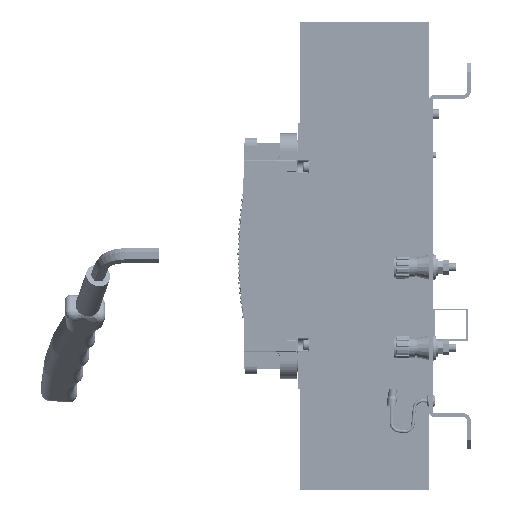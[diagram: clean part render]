
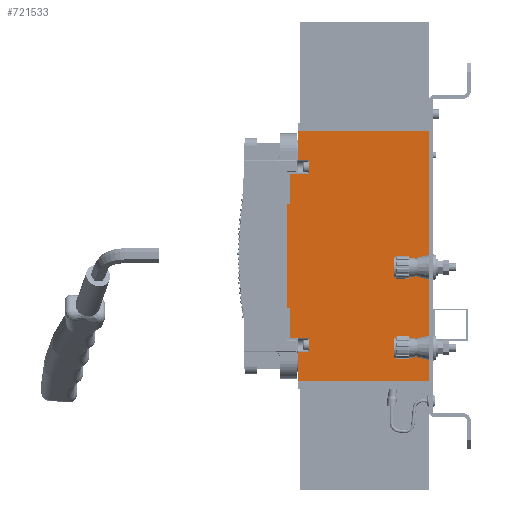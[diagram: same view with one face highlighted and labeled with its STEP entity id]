
A CAD part, left-side view. The second image highlights one B-rep face of the part: STEP entity #721533.
In plain terms, the highlighted planar face has unit normal (-1, 0, 0).
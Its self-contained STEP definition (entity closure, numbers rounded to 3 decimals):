
#9427 = LINE ( 'NONE', #619983, #545473 ) ;
#11636 = EDGE_CURVE ( 'NONE', #72043, #402518, #87307, .T. ) ;
#24069 = EDGE_CURVE ( 'NONE', #473245, #351273, #9427, .T. ) ;
#24409 = LINE ( 'NONE', #576389, #682556 ) ;
#66591 = DIRECTION ( 'NONE',  ( 0., 1., 0. ) ) ;
#72043 = VERTEX_POINT ( 'NONE', #507141 ) ;
#72218 = CARTESIAN_POINT ( 'NONE',  ( -191.9, 74.7, 59.4 ) ) ;
#84215 = DIRECTION ( 'NONE',  ( 0., 0., -1. ) ) ;
#87307 = LINE ( 'NONE', #639285, #702074 ) ;
#87393 = LINE ( 'NONE', #701529, #251056 ) ;
#93478 = ORIENTED_EDGE ( 'NONE', *, *, #338232, .F. ) ;
#93950 = LINE ( 'NONE', #481134, #670715 ) ;
#106770 = FACE_OUTER_BOUND ( 'NONE', #658120, .T. ) ;
#107733 = EDGE_CURVE ( 'NONE', #593324, #625077, #93950, .T. ) ;
#127057 = DIRECTION ( 'NONE',  ( 0., -1., 0. ) ) ;
#131127 = ORIENTED_EDGE ( 'NONE', *, *, #153924, .F. ) ;
#131563 = EDGE_CURVE ( 'NONE', #306208, #186129, #218949, .T. ) ;
#140906 = CARTESIAN_POINT ( 'NONE',  ( -191.9, 81.2, 77.3 ) ) ;
#153706 = EDGE_CURVE ( 'NONE', #452871, #478346, #676144, .T. ) ;
#153924 = EDGE_CURVE ( 'NONE', #186129, #252489, #87393, .T. ) ;
#154875 = CARTESIAN_POINT ( 'NONE',  ( -191.9, 86.3, -32.05 ) ) ;
#160897 = VERTEX_POINT ( 'NONE', #215041 ) ;
#164381 = ORIENTED_EDGE ( 'NONE', *, *, #11636, .F. ) ;
#176819 = ORIENTED_EDGE ( 'NONE', *, *, #233400, .F. ) ;
#182302 = VECTOR ( 'NONE', #66591, 1000. ) ;
#186129 = VERTEX_POINT ( 'NONE', #411581 ) ;
#189960 = ORIENTED_EDGE ( 'NONE', *, *, #531825, .F. ) ;
#192668 = EDGE_CURVE ( 'NONE', #235389, #72043, #407670, .T. ) ;
#214064 = EDGE_CURVE ( 'NONE', #252489, #520651, #723012, .T. ) ;
#215041 = CARTESIAN_POINT ( 'NONE',  ( -191.9, 0., 77.3 ) ) ;
#215389 = DIRECTION ( 'NONE',  ( 0., 0., 1. ) ) ;
#216119 = CARTESIAN_POINT ( 'NONE',  ( -191.9, 0., -77.3 ) ) ;
#218949 = LINE ( 'NONE', #716313, #419784 ) ;
#228680 = DIRECTION ( 'NONE',  ( 0., 1., 0. ) ) ;
#229144 = ORIENTED_EDGE ( 'NONE', *, *, #131563, .F. ) ;
#233400 = EDGE_CURVE ( 'NONE', #442861, #542023, #391884, .T. ) ;
#235360 = CARTESIAN_POINT ( 'NONE',  ( -191.9, 86.3, -51. ) ) ;
#235389 = VERTEX_POINT ( 'NONE', #216119 ) ;
#236759 = LINE ( 'NONE', #72218, #373459 ) ;
#236820 = CARTESIAN_POINT ( 'NONE',  ( -191.9, 86.3, -32.05 ) ) ;
#251056 = VECTOR ( 'NONE', #427137, 1000. ) ;
#252489 = VERTEX_POINT ( 'NONE', #545836 ) ;
#294527 = VECTOR ( 'NONE', #84215, 1000. ) ;
#306208 = VERTEX_POINT ( 'NONE', #315001 ) ;
#309234 = VECTOR ( 'NONE', #603958, 1000. ) ;
#315001 = CARTESIAN_POINT ( 'NONE',  ( -191.9, 88.1, -32.05 ) ) ;
#322357 = CARTESIAN_POINT ( 'NONE',  ( -191.9, 74.7, 51. ) ) ;
#328733 = EDGE_CURVE ( 'NONE', #160897, #235389, #522580, .T. ) ;
#329744 = DIRECTION ( 'NONE',  ( 0., 0., 1. ) ) ;
#338232 = EDGE_CURVE ( 'NONE', #542023, #306208, #655514, .T. ) ;
#338698 = ORIENTED_EDGE ( 'NONE', *, *, #24069, .F. ) ;
#344458 = LINE ( 'NONE', #505080, #182302 ) ;
#351273 = VERTEX_POINT ( 'NONE', #140906 ) ;
#358691 = ORIENTED_EDGE ( 'NONE', *, *, #449498, .T. ) ;
#359902 = LINE ( 'NONE', #575267, #710117 ) ;
#372538 = EDGE_CURVE ( 'NONE', #478346, #442861, #344458, .T. ) ;
#373459 = VECTOR ( 'NONE', #576400, 1000. ) ;
#380700 = CARTESIAN_POINT ( 'NONE',  ( -191.9, 74.7, -51. ) ) ;
#386228 = ORIENTED_EDGE ( 'NONE', *, *, #214064, .F. ) ;
#391884 = LINE ( 'NONE', #439401, #309234 ) ;
#402518 = VERTEX_POINT ( 'NONE', #706750 ) ;
#407670 = LINE ( 'NONE', #506259, #530939 ) ;
#407721 = CARTESIAN_POINT ( 'NONE',  ( -191.9, 74.7, -59.4 ) ) ;
#411581 = CARTESIAN_POINT ( 'NONE',  ( -191.9, 88.1, 32.05 ) ) ;
#415116 = LINE ( 'NONE', #520822, #575729 ) ;
#416352 = DIRECTION ( 'NONE',  ( 0., 0., 1. ) ) ;
#419784 = VECTOR ( 'NONE', #215389, 1000. ) ;
#425381 = DIRECTION ( 'NONE',  ( 0., 1., 0. ) ) ;
#426461 = DIRECTION ( 'NONE',  ( 0., 0., 1. ) ) ;
#427137 = DIRECTION ( 'NONE',  ( 0., -1., 0. ) ) ;
#433744 = ORIENTED_EDGE ( 'NONE', *, *, #635538, .T. ) ;
#438745 = CARTESIAN_POINT ( 'NONE',  ( -191.9, 74.7, -51. ) ) ;
#439401 = CARTESIAN_POINT ( 'NONE',  ( -191.9, 86.3, -51. ) ) ;
#441834 = ORIENTED_EDGE ( 'NONE', *, *, #609647, .F. ) ;
#442861 = VERTEX_POINT ( 'NONE', #235360 ) ;
#449498 = EDGE_CURVE ( 'NONE', #452871, #402518, #415116, .T. ) ;
#452871 = VERTEX_POINT ( 'NONE', #407721 ) ;
#473245 = VERTEX_POINT ( 'NONE', #634719 ) ;
#476940 = DIRECTION ( 'NONE',  ( 0., 1., 0. ) ) ;
#477108 = ORIENTED_EDGE ( 'NONE', *, *, #328733, .F. ) ;
#478346 = VERTEX_POINT ( 'NONE', #380700 ) ;
#480664 = ORIENTED_EDGE ( 'NONE', *, *, #372538, .F. ) ;
#481134 = CARTESIAN_POINT ( 'NONE',  ( -191.9, 74.7, 51. ) ) ;
#490458 = CARTESIAN_POINT ( 'NONE',  ( -191.9, 0., 0. ) ) ;
#496041 = VECTOR ( 'NONE', #661769, 1000. ) ;
#505080 = CARTESIAN_POINT ( 'NONE',  ( -191.9, 81.2, -51. ) ) ;
#506259 = CARTESIAN_POINT ( 'NONE',  ( -191.9, 0., -77.3 ) ) ;
#507141 = CARTESIAN_POINT ( 'NONE',  ( -191.9, 81.2, -77.3 ) ) ;
#512647 = VECTOR ( 'NONE', #425381, 1000. ) ;
#520651 = VERTEX_POINT ( 'NONE', #564622 ) ;
#520822 = CARTESIAN_POINT ( 'NONE',  ( -191.9, 74.7, -59.4 ) ) ;
#522580 = LINE ( 'NONE', #643387, #294527 ) ;
#530939 = VECTOR ( 'NONE', #228680, 1000. ) ;
#531483 = CARTESIAN_POINT ( 'NONE',  ( -191.9, 74.7, 59.4 ) ) ;
#531825 = EDGE_CURVE ( 'NONE', #520651, #593324, #24409, .T. ) ;
#542023 = VERTEX_POINT ( 'NONE', #236820 ) ;
#545473 = VECTOR ( 'NONE', #627282, 1000. ) ;
#545836 = CARTESIAN_POINT ( 'NONE',  ( -191.9, 86.3, 32.05 ) ) ;
#562193 = ORIENTED_EDGE ( 'NONE', *, *, #107733, .F. ) ;
#564622 = CARTESIAN_POINT ( 'NONE',  ( -191.9, 86.3, 51. ) ) ;
#575267 = CARTESIAN_POINT ( 'NONE',  ( -191.9, 0., 77.3 ) ) ;
#575729 = VECTOR ( 'NONE', #476940, 1000. ) ;
#576389 = CARTESIAN_POINT ( 'NONE',  ( -191.9, 81.2, 51. ) ) ;
#576400 = DIRECTION ( 'NONE',  ( 0., 1., 0. ) ) ;
#593324 = VERTEX_POINT ( 'NONE', #322357 ) ;
#598702 = DIRECTION ( 'NONE',  ( 0., 0., 1. ) ) ;
#603958 = DIRECTION ( 'NONE',  ( 0., 0., 1. ) ) ;
#609427 = CARTESIAN_POINT ( 'NONE',  ( -191.9, 86.3, 51. ) ) ;
#609647 = EDGE_CURVE ( 'NONE', #625077, #473245, #236759, .T. ) ;
#613566 = VECTOR ( 'NONE', #598702, 1000. ) ;
#614626 = PLANE ( 'NONE',  #697921 ) ;
#619983 = CARTESIAN_POINT ( 'NONE',  ( -191.9, 81.2, 82.3 ) ) ;
#625077 = VERTEX_POINT ( 'NONE', #531483 ) ;
#627282 = DIRECTION ( 'NONE',  ( 0., 0., 1. ) ) ;
#634719 = CARTESIAN_POINT ( 'NONE',  ( -191.9, 81.2, 59.4 ) ) ;
#635538 = EDGE_CURVE ( 'NONE', #160897, #351273, #359902, .T. ) ;
#639285 = CARTESIAN_POINT ( 'NONE',  ( -191.9, 81.2, -82.3 ) ) ;
#642106 = ORIENTED_EDGE ( 'NONE', *, *, #192668, .F. ) ;
#643387 = CARTESIAN_POINT ( 'NONE',  ( -191.9, 0., -82.3 ) ) ;
#655514 = LINE ( 'NONE', #154875, #512647 ) ;
#658120 = EDGE_LOOP ( 'NONE', ( #480664, #671160, #358691, #164381, #642106, #477108, #433744, #338698, #441834, #562193, #189960, #386228, #131127, #229144, #93478, #176819 ) ) ;
#661769 = DIRECTION ( 'NONE',  ( 0., 0., 1. ) ) ;
#670715 = VECTOR ( 'NONE', #426461, 1000. ) ;
#671160 = ORIENTED_EDGE ( 'NONE', *, *, #153706, .F. ) ;
#676144 = LINE ( 'NONE', #438745, #496041 ) ;
#682556 = VECTOR ( 'NONE', #127057, 1000. ) ;
#688835 = DIRECTION ( 'NONE',  ( 0., 1., 0. ) ) ;
#697921 = AXIS2_PLACEMENT_3D ( 'NONE', #490458, #713822, #329744 ) ;
#701529 = CARTESIAN_POINT ( 'NONE',  ( -191.9, 86.3, 32.05 ) ) ;
#702074 = VECTOR ( 'NONE', #416352, 1000. ) ;
#706750 = CARTESIAN_POINT ( 'NONE',  ( -191.9, 81.2, -59.4 ) ) ;
#710117 = VECTOR ( 'NONE', #688835, 1000. ) ;
#713822 = DIRECTION ( 'NONE',  ( -1., 0., 0. ) ) ;
#716313 = CARTESIAN_POINT ( 'NONE',  ( -191.9, 88.1, 32.05 ) ) ;
#721533 = ADVANCED_FACE ( 'NONE', ( #106770 ), #614626, .T. ) ;
#723012 = LINE ( 'NONE', #609427, #613566 ) ;
